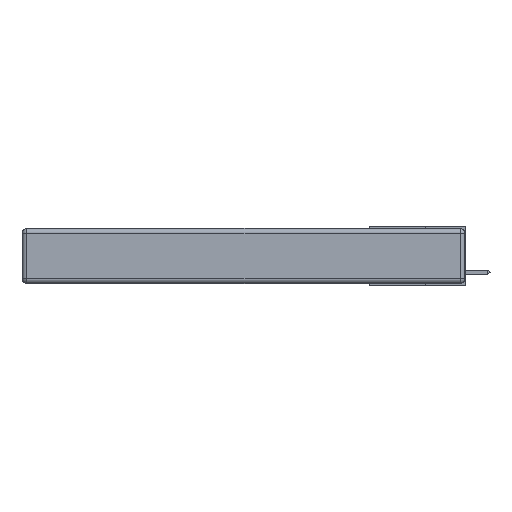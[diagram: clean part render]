
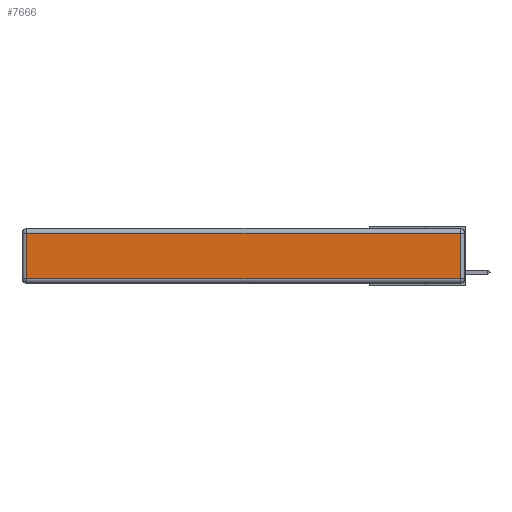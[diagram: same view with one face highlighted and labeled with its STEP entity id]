
A CAD part, left-side view. The second image highlights one B-rep face of the part: STEP entity #7666.
In plain terms, the highlighted planar face has unit normal (-1, 0, 0).
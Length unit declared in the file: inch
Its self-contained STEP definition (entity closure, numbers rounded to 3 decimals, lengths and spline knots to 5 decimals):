
#196 = EDGE_CURVE ( 'NONE', #23448, #12082, #10596, .T. ) ;
#383 = CARTESIAN_POINT ( 'NONE',  ( 0., 0.03, -0.343 ) ) ;
#1135 = VERTEX_POINT ( 'NONE', #2791 ) ;
#1166 = CARTESIAN_POINT ( 'NONE',  ( 0., 0., -0.313 ) ) ;
#2791 = CARTESIAN_POINT ( 'NONE',  ( 0., 2.72, -0.03 ) ) ;
#2900 = CARTESIAN_POINT ( 'NONE',  ( 0., 0.03, -0.03 ) ) ;
#3918 = CARTESIAN_POINT ( 'NONE',  ( 0., 2.72, -0.313 ) ) ;
#5486 = DIRECTION ( 'NONE',  ( -1., 0., 0. ) ) ;
#5965 = LINE ( 'NONE', #24154, #22032 ) ;
#6384 = EDGE_LOOP ( 'NONE', ( #15044, #15164, #19856, #6962 ) ) ;
#6884 = DIRECTION ( 'NONE',  ( 0., -1., 0. ) ) ;
#6962 = ORIENTED_EDGE ( 'NONE', *, *, #18493, .T. ) ;
#7382 = CARTESIAN_POINT ( 'NONE',  ( 0., 0., -0.343 ) ) ;
#7534 = PLANE ( 'NONE',  #18559 ) ;
#7666 = ADVANCED_FACE ( 'NONE', ( #10531 ), #7534, .T. ) ;
#9235 = DIRECTION ( 'NONE',  ( 0., 0., 1. ) ) ;
#10531 = FACE_OUTER_BOUND ( 'NONE', #6384, .T. ) ;
#10596 = LINE ( 'NONE', #1166, #23686 ) ;
#11933 = CARTESIAN_POINT ( 'NONE',  ( 0., 0.03, -0.313 ) ) ;
#12082 = VERTEX_POINT ( 'NONE', #11933 ) ;
#12779 = EDGE_CURVE ( 'NONE', #18339, #1135, #19944, .T. ) ;
#13070 = DIRECTION ( 'NONE',  ( 0., 0., -1. ) ) ;
#15044 = ORIENTED_EDGE ( 'NONE', *, *, #196, .T. ) ;
#15164 = ORIENTED_EDGE ( 'NONE', *, *, #17676, .T. ) ;
#16279 = LINE ( 'NONE', #383, #20623 ) ;
#17676 = EDGE_CURVE ( 'NONE', #12082, #18339, #16279, .T. ) ;
#18339 = VERTEX_POINT ( 'NONE', #2900 ) ;
#18493 = EDGE_CURVE ( 'NONE', #1135, #23448, #5965, .T. ) ;
#18559 = AXIS2_PLACEMENT_3D ( 'NONE', #7382, #5486, #9235 ) ;
#18786 = VECTOR ( 'NONE', #23338, 39.37008 ) ;
#19856 = ORIENTED_EDGE ( 'NONE', *, *, #12779, .T. ) ;
#19944 = LINE ( 'NONE', #21515, #18786 ) ;
#20623 = VECTOR ( 'NONE', #22942, 39.37008 ) ;
#21515 = CARTESIAN_POINT ( 'NONE',  ( 0., 2.75, -0.03 ) ) ;
#22032 = VECTOR ( 'NONE', #13070, 39.37008 ) ;
#22942 = DIRECTION ( 'NONE',  ( 0., 0., 1. ) ) ;
#23338 = DIRECTION ( 'NONE',  ( 0., 1., 0. ) ) ;
#23448 = VERTEX_POINT ( 'NONE', #3918 ) ;
#23686 = VECTOR ( 'NONE', #6884, 39.37008 ) ;
#24154 = CARTESIAN_POINT ( 'NONE',  ( 0., 2.72, -0.343 ) ) ;
